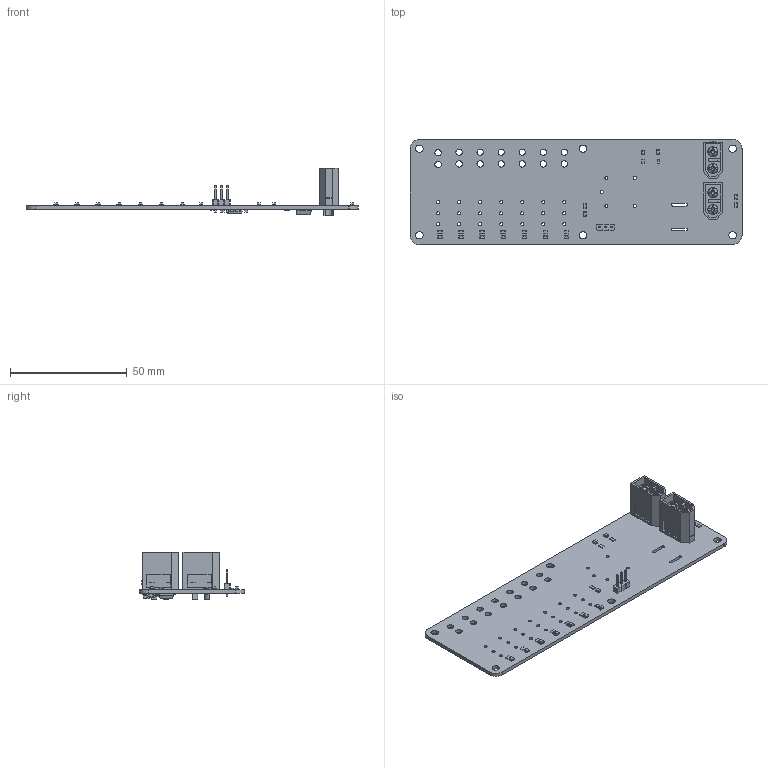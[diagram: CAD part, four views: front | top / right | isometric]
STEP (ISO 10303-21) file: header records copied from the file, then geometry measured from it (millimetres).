
FILE_DESCRIPTION(('KiCad electronic assembly'),'2;1');
FILE_NAME('Power_PCB.step','2025-01-27T00:48:16',('Pcbnew'),('Kicad'), 'Open CASCADE STEP processor 7.8','KiCad to STEP converter','Unknown' );
FILE_SCHEMA(('AUTOMOTIVE_DESIGN { 1 0 10303 214 1 1 1 1 }'));
Length unit declared in the file: millimetre
Products named in the file (18): Power_PCB 1; LED_0805_2012Metric; AMASS_XT60-M_1x02_P7.2mm_Vertical; XT60 male v9; R_0805_2012Metric; PinHeader_1x03_P2.54mm_Vertical; PinHeader_1x03_P254mm_Vertical; C_0805_2012Metric; SOT-223; SOT_223; D_SMA; TO-252-2; CQ assembly; Power_PCB_PCB
Assembly tree (41 placements, depth 3):
  Power_PCB 1
    LED_0805_2012Metric  x11
      LED_0805_2012Metric
    AMASS_XT60-M_1x02_P7.2mm_Vertical  x2
      XT60 male v9
    R_0805_2012Metric  x13
      R_0805_2012Metric
    PinHeader_1x03_P2.54mm_Vertical
      PinHeader_1x03_P254mm_Vertical
    C_0805_2012Metric  x2
      C_0805_2012Metric
    SOT-223
      SOT_223
    D_SMA
      D_SMA
    TO-252-2
      CQ assembly
    Power_PCB_PCB
Bounding box: 142 x 45 x 20.5 mm (x, y, z)
Volume: 12186.1 mm3; surface area: 18822.8 mm2
Topology: 41 solids, 41 shells, 1542 faces, 4055 edges, 2628 vertices
Faces by surface type: plane 1134, cylinder 358, bspline 42, cone 8
Full cylindrical faces by diameter (mm): 1 x4, 1.295 x4, 1.3 x21, 1.397 x1, 2.7 x14, 3 x4, 3.2 x6, 4.3 x8, 4.5 x4, 6 x4
Entity records: 20578 total; most frequent: CARTESIAN_POINT 3446, ORIENTED_EDGE 3018, DIRECTION 2961, EDGE_CURVE 1509, LINE 1123, VECTOR 1123, VERTEX_POINT 980, AXIS2_PLACEMENT_3D 919
